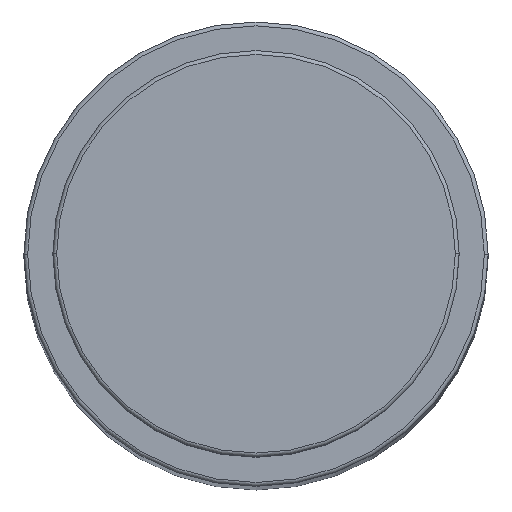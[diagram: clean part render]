
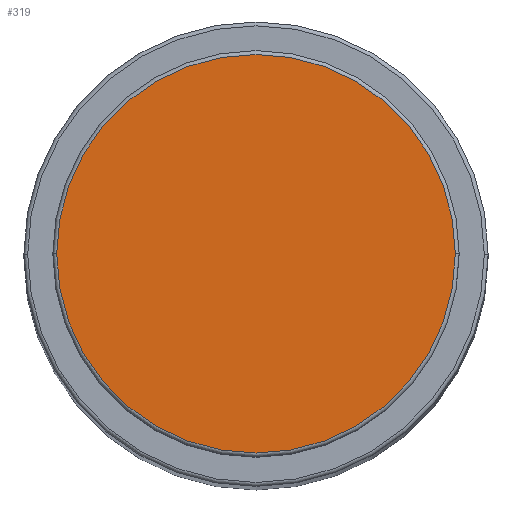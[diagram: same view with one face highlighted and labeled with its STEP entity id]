
A CAD part, top view. The second image highlights one B-rep face of the part: STEP entity #319.
In plain terms, the highlighted planar face has unit normal (0, 0, 1).
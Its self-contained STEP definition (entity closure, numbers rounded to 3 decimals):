
#130=CARTESIAN_POINT('',(0.,0.,60.));
#131=DIRECTION('',(0.,0.,1.));
#132=DIRECTION('',(1.,0.,0.));
#133=AXIS2_PLACEMENT_3D('',#130,#131,#132);
#135=CARTESIAN_POINT('',(0.,0.,60.));
#136=DIRECTION('',(0.,0.,1.));
#137=DIRECTION('',(-1.,0.,0.));
#138=AXIS2_PLACEMENT_3D('',#135,#136,#137);
#218=CARTESIAN_POINT('',(5.15,0.,60.));
#219=CARTESIAN_POINT('',(-5.15,0.,60.));
#220=VERTEX_POINT('',#218);
#221=VERTEX_POINT('',#219);
#308=CARTESIAN_POINT('',(0.,0.,60.));
#309=DIRECTION('',(0.,0.,1.));
#310=DIRECTION('',(1.,0.,0.));
#311=AXIS2_PLACEMENT_3D('',#308,#309,#310);
#312=PLANE('',#311);
#314=ORIENTED_EDGE('',*,*,#313,.F.);
#316=ORIENTED_EDGE('',*,*,#315,.F.);
#317=EDGE_LOOP('',(#314,#316));
#318=FACE_OUTER_BOUND('',#317,.F.);
#319=ADVANCED_FACE('',(#318),#312,.T.);
#134=CIRCLE('',#133,5.15);
#139=CIRCLE('',#138,5.15);
#313=EDGE_CURVE('',#220,#221,#134,.T.);
#315=EDGE_CURVE('',#221,#220,#139,.T.);
